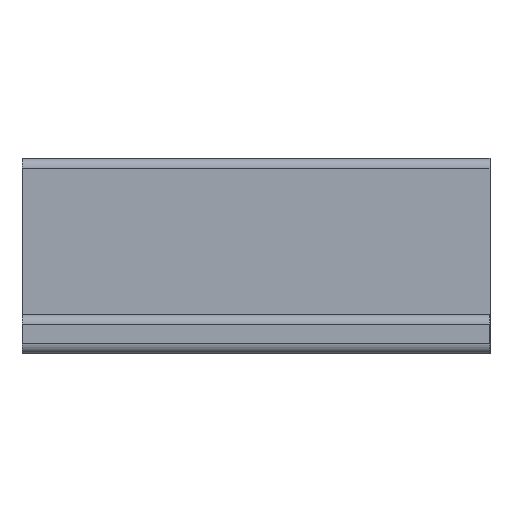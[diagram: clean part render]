
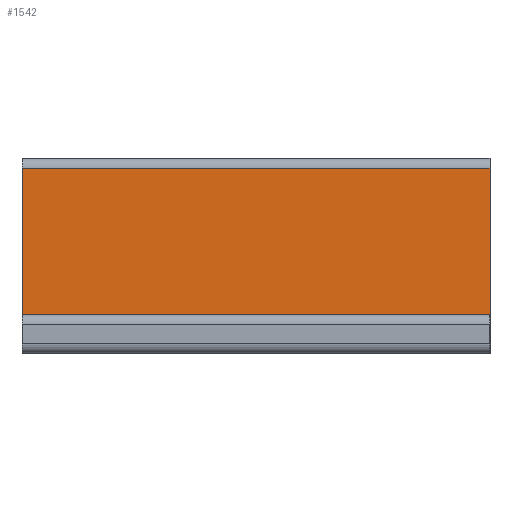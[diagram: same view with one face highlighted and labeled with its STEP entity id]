
A CAD part, left-side view. The second image highlights one B-rep face of the part: STEP entity #1542.
In plain terms, the highlighted planar face has unit normal (-1, 0, 0).
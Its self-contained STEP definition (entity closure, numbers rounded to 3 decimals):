
#28 = VERTEX_POINT ( 'NONE', #925 ) ;
#118 = EDGE_CURVE ( 'NONE', #949, #451, #1204, .T. ) ;
#143 = CARTESIAN_POINT ( 'NONE',  ( 4., -12., 2. ) ) ;
#165 = CARTESIAN_POINT ( 'NONE',  ( 4., 12., 2. ) ) ;
#281 = CARTESIAN_POINT ( 'NONE',  ( 4., 12., 10. ) ) ;
#378 = LINE ( 'NONE', #1374, #804 ) ;
#451 = VERTEX_POINT ( 'NONE', #143 ) ;
#464 = ORIENTED_EDGE ( 'NONE', *, *, #118, .T. ) ;
#658 = DIRECTION ( 'NONE',  ( 1., 0., 0. ) ) ;
#693 = FACE_OUTER_BOUND ( 'NONE', #2104, .T. ) ;
#735 = ORIENTED_EDGE ( 'NONE', *, *, #1306, .T. ) ;
#785 = DIRECTION ( 'NONE',  ( 0., -1., 0. ) ) ;
#804 = VECTOR ( 'NONE', #1192, 1000. ) ;
#847 = LINE ( 'NONE', #1053, #2310 ) ;
#860 = EDGE_CURVE ( 'NONE', #28, #2085, #378, .T. ) ;
#891 = ORIENTED_EDGE ( 'NONE', *, *, #860, .T. ) ;
#894 = CARTESIAN_POINT ( 'NONE',  ( 4., -12., 10. ) ) ;
#925 = CARTESIAN_POINT ( 'NONE',  ( 4., -12., 9.5 ) ) ;
#949 = VERTEX_POINT ( 'NONE', #165 ) ;
#1053 = CARTESIAN_POINT ( 'NONE',  ( 4., 12., 10. ) ) ;
#1072 = DIRECTION ( 'NONE',  ( 0., 0., -1. ) ) ;
#1132 = CARTESIAN_POINT ( 'NONE',  ( 4., 12., 2. ) ) ;
#1192 = DIRECTION ( 'NONE',  ( 0., 1., 0. ) ) ;
#1204 = LINE ( 'NONE', #1132, #1609 ) ;
#1215 = DIRECTION ( 'NONE',  ( 0., 0., -1. ) ) ;
#1306 = EDGE_CURVE ( 'NONE', #2085, #949, #847, .T. ) ;
#1374 = CARTESIAN_POINT ( 'NONE',  ( 4., 12., 9.5 ) ) ;
#1381 = EDGE_CURVE ( 'NONE', #28, #451, #1927, .T. ) ;
#1449 = VECTOR ( 'NONE', #1072, 1000. ) ;
#1542 = ADVANCED_FACE ( 'NONE', ( #693 ), #1717, .F. ) ;
#1609 = VECTOR ( 'NONE', #785, 1000. ) ;
#1717 = PLANE ( 'NONE',  #1984 ) ;
#1850 = CARTESIAN_POINT ( 'NONE',  ( 4., 12., 9.5 ) ) ;
#1905 = DIRECTION ( 'NONE',  ( 0., 1., 0. ) ) ;
#1927 = LINE ( 'NONE', #894, #1449 ) ;
#1932 = ORIENTED_EDGE ( 'NONE', *, *, #1381, .F. ) ;
#1984 = AXIS2_PLACEMENT_3D ( 'NONE', #281, #658, #1905 ) ;
#2085 = VERTEX_POINT ( 'NONE', #1850 ) ;
#2104 = EDGE_LOOP ( 'NONE', ( #1932, #891, #735, #464 ) ) ;
#2310 = VECTOR ( 'NONE', #1215, 1000. ) ;
